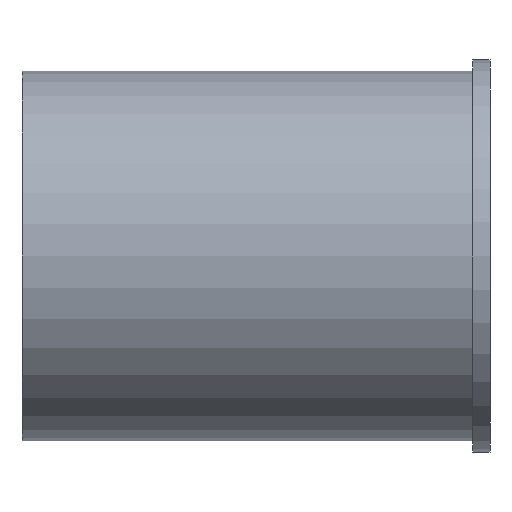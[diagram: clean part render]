
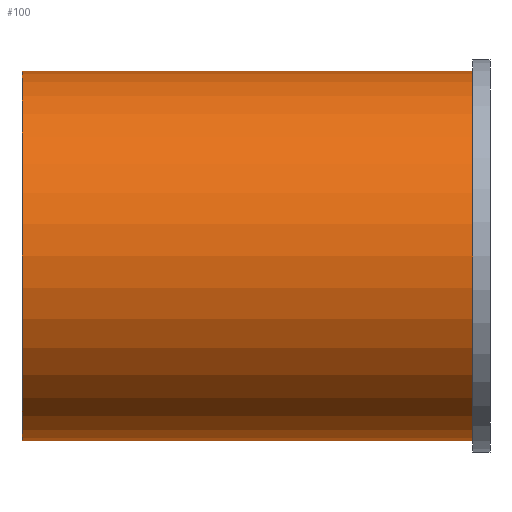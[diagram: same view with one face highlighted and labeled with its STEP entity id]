
A CAD part, left-side view. The second image highlights one B-rep face of the part: STEP entity #100.
In plain terms, the highlighted cylindrical face has radius 16 mm (diameter 32 mm), a partial arc.
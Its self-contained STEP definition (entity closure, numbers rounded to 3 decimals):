
#10 = DIRECTION ( 'NONE',  ( 0., -1., 0. ) ) ;
#16 = EDGE_CURVE ( 'NONE', #324, #296, #323, .T. ) ;
#20 = VECTOR ( 'NONE', #285, 1000. ) ;
#23 = CIRCLE ( 'NONE', #217, 16. ) ;
#32 = CARTESIAN_POINT ( 'NONE',  ( 0., 0., -16. ) ) ;
#35 = CARTESIAN_POINT ( 'NONE',  ( 0., 39., 16. ) ) ;
#36 = ORIENTED_EDGE ( 'NONE', *, *, #189, .F. ) ;
#42 = AXIS2_PLACEMENT_3D ( 'NONE', #305, #177, #79 ) ;
#46 = DIRECTION ( 'NONE',  ( 0., 0., -1. ) ) ;
#47 = CARTESIAN_POINT ( 'NONE',  ( 0., 0., 0. ) ) ;
#79 = DIRECTION ( 'NONE',  ( 0., 0., -1. ) ) ;
#93 = CYLINDRICAL_SURFACE ( 'NONE', #42, 16. ) ;
#98 = LINE ( 'NONE', #311, #20 ) ;
#99 = VERTEX_POINT ( 'NONE', #125 ) ;
#100 = ADVANCED_FACE ( 'NONE', ( #160 ), #93, .T. ) ;
#102 = ORIENTED_EDGE ( 'NONE', *, *, #16, .F. ) ;
#108 = EDGE_CURVE ( 'NONE', #99, #220, #23, .T. ) ;
#114 = CARTESIAN_POINT ( 'NONE',  ( 0., 39., 16. ) ) ;
#122 = DIRECTION ( 'NONE',  ( 0., -1., 0. ) ) ;
#124 = VECTOR ( 'NONE', #10, 1000. ) ;
#125 = CARTESIAN_POINT ( 'NONE',  ( 0., 39., -16. ) ) ;
#134 = ORIENTED_EDGE ( 'NONE', *, *, #204, .T. ) ;
#160 = FACE_OUTER_BOUND ( 'NONE', #282, .T. ) ;
#162 = CARTESIAN_POINT ( 'NONE',  ( 0., 0., 16. ) ) ;
#166 = LINE ( 'NONE', #114, #124 ) ;
#177 = DIRECTION ( 'NONE',  ( 0., -1., 0. ) ) ;
#189 = EDGE_CURVE ( 'NONE', #220, #324, #166, .T. ) ;
#203 = DIRECTION ( 'NONE',  ( 0., 1., 0. ) ) ;
#204 = EDGE_CURVE ( 'NONE', #99, #296, #98, .T. ) ;
#217 = AXIS2_PLACEMENT_3D ( 'NONE', #259, #203, #236 ) ;
#220 = VERTEX_POINT ( 'NONE', #35 ) ;
#227 = AXIS2_PLACEMENT_3D ( 'NONE', #47, #122, #46 ) ;
#231 = ORIENTED_EDGE ( 'NONE', *, *, #108, .F. ) ;
#236 = DIRECTION ( 'NONE',  ( 0., 0., 1. ) ) ;
#259 = CARTESIAN_POINT ( 'NONE',  ( 0., 39., 0. ) ) ;
#282 = EDGE_LOOP ( 'NONE', ( #36, #231, #134, #102 ) ) ;
#285 = DIRECTION ( 'NONE',  ( 0., -1., 0. ) ) ;
#296 = VERTEX_POINT ( 'NONE', #32 ) ;
#305 = CARTESIAN_POINT ( 'NONE',  ( 0., 39., 0. ) ) ;
#311 = CARTESIAN_POINT ( 'NONE',  ( 0., 39., -16. ) ) ;
#323 = CIRCLE ( 'NONE', #227, 16. ) ;
#324 = VERTEX_POINT ( 'NONE', #162 ) ;
